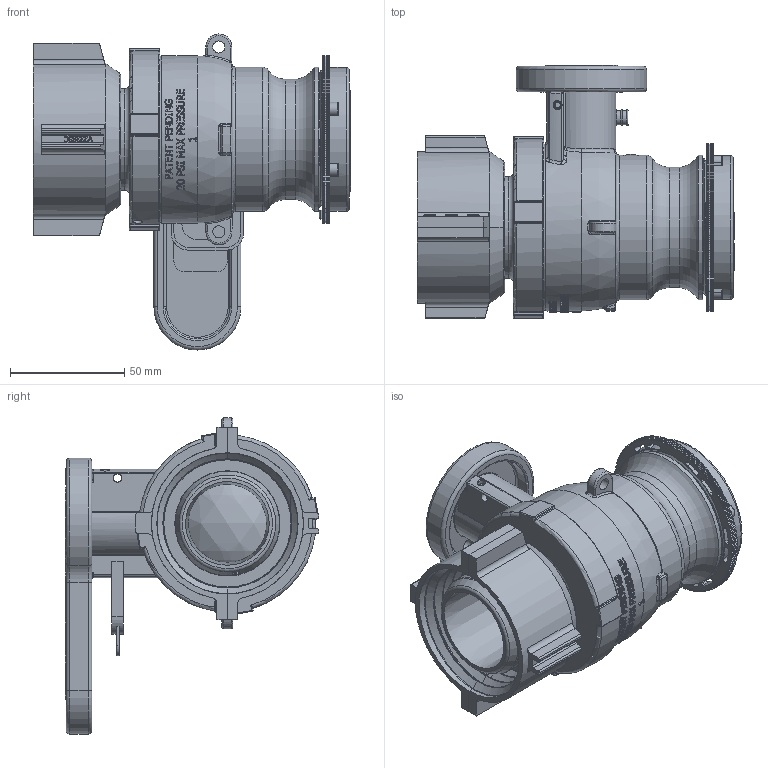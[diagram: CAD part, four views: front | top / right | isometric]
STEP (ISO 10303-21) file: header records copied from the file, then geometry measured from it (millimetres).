
FILE_DESCRIPTION(/* description */ ('MAUSER 2"PLY VLV QD EPDM /CAP FOIL'),/* implementation_level */ '2;1');
FILE_NAME(/* name */ 'W230240.stp',/* time_stamp */ '2018-06-20T10:59:27-04:00',/* author */ ('MEG'),/* organization */ (''),/* preprocessor_version */ 'ST-DEVELOPER v17',/* originating_system */ 'Autodesk Inventor 2018',/* authorisation */ '');
FILE_SCHEMA (('AUTOMOTIVE_DESIGN { 1 0 10303 214 3 1 1 }'));
Length unit declared in the file: inch
Products named in the file (20): W230240; WSF20264; WSF20264X; V22275G; V22283C; V22283D; VS20209; WS20002; WS20153; WS20163E; WS20255T; WS20255; V20255BX; WS22296; WS22296X; WS20258; VL1004; 201FPTX; 050DECAL; C25PFSLE113
Assembly tree (21 placements, depth 4):
  W230240
    WSF20264
      WSF20264X
      WS20258
    V22275G
    V22283C
    V22283D
    VS20209
    WS20002
    WS20153
    WS20163E  x2
    WS20255T
      WS20255
        V20255BX
    WS22296
      WS22296X
      WS20258
    VL1004
    201FPTX
    050DECAL
    C25PFSLE113
Bounding box: 138.58 x 110.95 x 138.18 mm (x, y, z)
Volume: 330692.7 mm3; surface area: 165286.2 mm2
Topology: 17 solids, 17 shells, 4664 faces, 12868 edges, 8481 vertices
Faces by surface type: plane 2453, bspline 989, cylinder 978, torus 137, cone 81, sphere 26
Full cylindrical faces by diameter (mm): 1.93 x1, 3.175 x2, 3.251 x1, 3.683 x2, 3.81 x2, 3.962 x1, 4.775 x2, 5.08 x6, 5.258 x2, 5.309 x6, 6.35 x4, 6.528 x6, 7.925 x1, 18.161 x1, 18.288 x1, 22.225 x3, 23.495 x1, 24.079 x1, 30.226 x1, 30.988 x1, 34.29 x1, 38.1 x4, 42.875 x1, 43.129 x2, 43.18 x2, 43.942 x1, 44.45 x2, 45.974 x1, 48.514 x1, 50.292 x1
Entity records: 167317 total; most frequent: CARTESIAN_POINT 51232, ORIENTED_EDGE 25604, DIRECTION 20813, EDGE_CURVE 12802, VERTEX_POINT 8469, LINE 7835, VECTOR 7835, AXIS2_PLACEMENT_3D 6489
